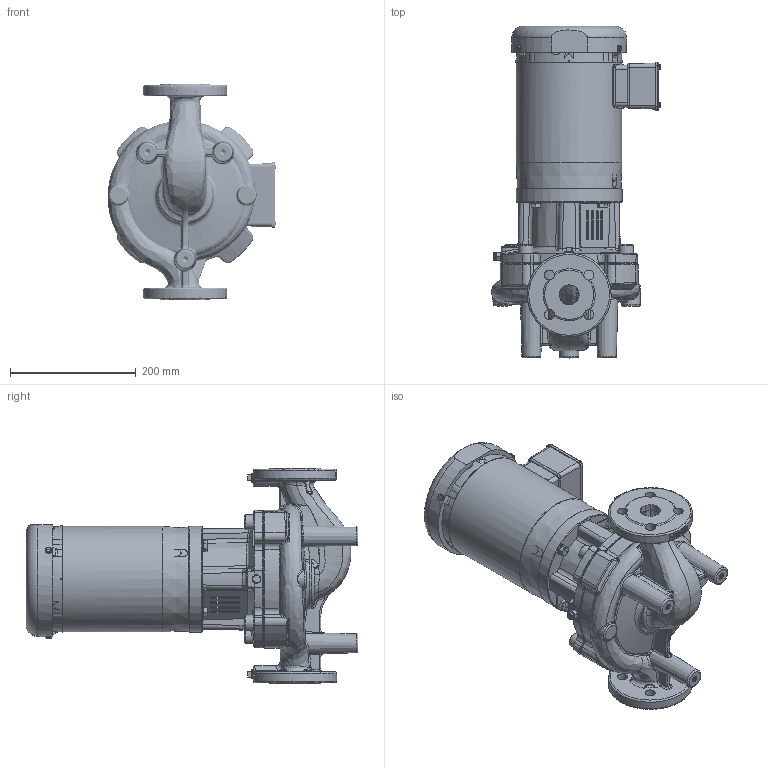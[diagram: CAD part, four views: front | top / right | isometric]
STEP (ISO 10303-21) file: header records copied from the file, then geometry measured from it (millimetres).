
FILE_DESCRIPTION(/* description */ (''),/* implementation_level */ '2;1');
FILE_NAME(/* name */ '2760702 - PUMP IL1.25-40_70-4-S1E 460V_3_60 TEFC_Shrinkwrap_1.stp',/* time_stamp */ '2022-03-22T14:43:08-05:00',/* author */ ('faliszekte'),/* organization */ (''),/* preprocessor_version */ 'ST-DEVELOPER v18.1',/* originating_system */ 'Autodesk Inventor 2021',/* authorisation */ '');
FILE_SCHEMA (('AUTOMOTIVE_DESIGN { 1 0 10303 214 3 1 1 }'));
Length unit declared in the file: inch
Products named in the file (1): 2760702 - PUMP IL1.25-40_70-4-S1E 460V_3_60 TEFC_Shrinkwrap_1
Bounding box: 268.7 x 527.59 x 342.9 mm (x, y, z)
Surface area: 664800.1 mm2 (no closed solid volume)
Topology: 0 solids, 33 shells, 2211 faces, 6325 edges, 4045 vertices
Faces by surface type: plane 694, bspline 663, cylinder 521, cone 203, sphere 71, torus 59
Full cylindrical faces by diameter (mm): 3.768 x1, 8 x3, 8.141 x10, 8.172 x36, 8.6 x2, 8.839 x4, 9 x9, 9.525 x80, 9.891 x36, 10.516 x3, 11.1 x2, 13.495 x2, 15.869 x1, 16 x8, 23.812 x4, 27 x1, 33.05 x1, 110 x1, 133.35 x2, 167.945 x2, 169 x1
Entity records: 149660 total; most frequent: CARTESIAN_POINT 96159, ORIENTED_EDGE 11564, DIRECTION 9226, EDGE_CURVE 6257, VERTEX_POINT 4045, AXIS2_PLACEMENT_3D 3549, EDGE_LOOP 2342, FACE_OUTER_BOUND 2211
